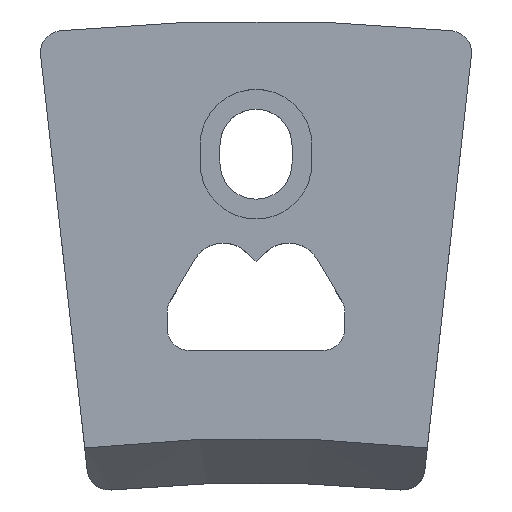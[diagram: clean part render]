
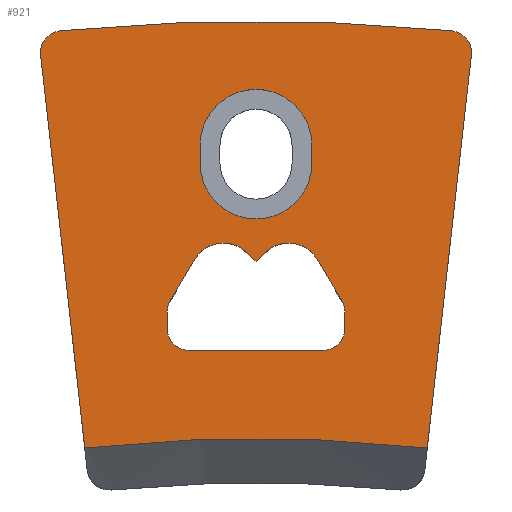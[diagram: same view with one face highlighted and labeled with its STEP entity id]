
A CAD part, top view. The second image highlights one B-rep face of the part: STEP entity #921.
In plain terms, the highlighted planar face has unit normal (0, 0, 1).
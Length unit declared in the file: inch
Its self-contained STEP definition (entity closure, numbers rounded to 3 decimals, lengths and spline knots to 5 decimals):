
#99=FACE_BOUND('',#180,.T.);
#100=FACE_BOUND('',#181,.T.);
#105=PLANE('',#1005);
#128=FACE_OUTER_BOUND('',#179,.T.);
#179=EDGE_LOOP('',(#697,#698,#699,#700,#701,#702));
#180=EDGE_LOOP('',(#703,#704,#705,#706,#707,#708,#709,#710,#711,#712,#713,
#714,#715));
#181=EDGE_LOOP('',(#716,#717,#718,#719));
#234=LINE('',#1393,#313);
#249=LINE('',#1452,#328);
#256=LINE('',#1469,#335);
#257=LINE('',#1473,#336);
#258=LINE('',#1477,#337);
#259=LINE('',#1481,#338);
#260=LINE('',#1485,#339);
#261=LINE('',#1489,#340);
#262=LINE('',#1492,#341);
#263=LINE('',#1495,#342);
#264=LINE('',#1499,#343);
#313=VECTOR('',#1104,0.3937);
#328=VECTOR('',#1153,0.3937);
#335=VECTOR('',#1166,0.3937);
#336=VECTOR('',#1169,0.3937);
#337=VECTOR('',#1172,0.3937);
#338=VECTOR('',#1175,0.3937);
#339=VECTOR('',#1178,0.3937);
#340=VECTOR('',#1181,0.3937);
#341=VECTOR('',#1184,0.3937);
#342=VECTOR('',#1185,0.3937);
#343=VECTOR('',#1188,0.3937);
#383=CIRCLE('',#985,0.125);
#398=CIRCLE('',#1003,0.125);
#399=CIRCLE('',#1006,8.65);
#400=CIRCLE('',#1007,11.);
#401=CIRCLE('',#1008,0.1875);
#402=CIRCLE('',#1009,0.125);
#403=CIRCLE('',#1010,0.125);
#404=CIRCLE('',#1011,0.125);
#405=CIRCLE('',#1012,0.125);
#406=CIRCLE('',#1013,0.1875);
#407=CIRCLE('',#1014,0.315);
#408=CIRCLE('',#1015,0.315);
#436=VERTEX_POINT('',#1370);
#437=VERTEX_POINT('',#1371);
#446=VERTEX_POINT('',#1391);
#471=VERTEX_POINT('',#1445);
#472=VERTEX_POINT('',#1446);
#473=VERTEX_POINT('',#1451);
#479=VERTEX_POINT('',#1467);
#480=VERTEX_POINT('',#1468);
#481=VERTEX_POINT('',#1470);
#482=VERTEX_POINT('',#1472);
#483=VERTEX_POINT('',#1474);
#484=VERTEX_POINT('',#1476);
#485=VERTEX_POINT('',#1478);
#486=VERTEX_POINT('',#1480);
#487=VERTEX_POINT('',#1482);
#488=VERTEX_POINT('',#1484);
#489=VERTEX_POINT('',#1486);
#490=VERTEX_POINT('',#1488);
#491=VERTEX_POINT('',#1490);
#492=VERTEX_POINT('',#1493);
#493=VERTEX_POINT('',#1494);
#494=VERTEX_POINT('',#1496);
#495=VERTEX_POINT('',#1498);
#518=EDGE_CURVE('',#436,#437,#383,.T.);
#529=EDGE_CURVE('',#436,#446,#234,.T.);
#555=EDGE_CURVE('',#471,#472,#398,.T.);
#558=EDGE_CURVE('',#473,#472,#249,.T.);
#565=EDGE_CURVE('',#473,#446,#399,.T.);
#566=EDGE_CURVE('',#471,#437,#400,.T.);
#567=EDGE_CURVE('',#479,#480,#256,.T.);
#568=EDGE_CURVE('',#481,#480,#401,.T.);
#569=EDGE_CURVE('',#481,#482,#257,.T.);
#570=EDGE_CURVE('',#483,#482,#402,.T.);
#571=EDGE_CURVE('',#483,#484,#258,.T.);
#572=EDGE_CURVE('',#485,#484,#403,.T.);
#573=EDGE_CURVE('',#485,#486,#259,.T.);
#574=EDGE_CURVE('',#487,#486,#404,.T.);
#575=EDGE_CURVE('',#487,#488,#260,.T.);
#576=EDGE_CURVE('',#489,#488,#405,.T.);
#577=EDGE_CURVE('',#489,#490,#261,.T.);
#578=EDGE_CURVE('',#491,#490,#406,.T.);
#579=EDGE_CURVE('',#491,#479,#262,.T.);
#580=EDGE_CURVE('',#492,#493,#263,.T.);
#581=EDGE_CURVE('',#493,#494,#407,.T.);
#582=EDGE_CURVE('',#494,#495,#264,.T.);
#583=EDGE_CURVE('',#495,#492,#408,.T.);
#697=ORIENTED_EDGE('',*,*,#518,.F.);
#698=ORIENTED_EDGE('',*,*,#529,.T.);
#699=ORIENTED_EDGE('',*,*,#565,.F.);
#700=ORIENTED_EDGE('',*,*,#558,.T.);
#701=ORIENTED_EDGE('',*,*,#555,.F.);
#702=ORIENTED_EDGE('',*,*,#566,.T.);
#703=ORIENTED_EDGE('',*,*,#567,.T.);
#704=ORIENTED_EDGE('',*,*,#568,.F.);
#705=ORIENTED_EDGE('',*,*,#569,.T.);
#706=ORIENTED_EDGE('',*,*,#570,.F.);
#707=ORIENTED_EDGE('',*,*,#571,.T.);
#708=ORIENTED_EDGE('',*,*,#572,.F.);
#709=ORIENTED_EDGE('',*,*,#573,.T.);
#710=ORIENTED_EDGE('',*,*,#574,.F.);
#711=ORIENTED_EDGE('',*,*,#575,.T.);
#712=ORIENTED_EDGE('',*,*,#576,.F.);
#713=ORIENTED_EDGE('',*,*,#577,.T.);
#714=ORIENTED_EDGE('',*,*,#578,.F.);
#715=ORIENTED_EDGE('',*,*,#579,.T.);
#716=ORIENTED_EDGE('',*,*,#580,.T.);
#717=ORIENTED_EDGE('',*,*,#581,.T.);
#718=ORIENTED_EDGE('',*,*,#582,.T.);
#719=ORIENTED_EDGE('',*,*,#583,.T.);
#921=ADVANCED_FACE('',(#128,#99,#100),#105,.T.);
#985=AXIS2_PLACEMENT_3D('',#1372,#1089,#1090);
#1003=AXIS2_PLACEMENT_3D('',#1447,#1147,#1148);
#1005=AXIS2_PLACEMENT_3D('',#1464,#1160,#1161);
#1006=AXIS2_PLACEMENT_3D('',#1465,#1162,#1163);
#1007=AXIS2_PLACEMENT_3D('',#1466,#1164,#1165);
#1008=AXIS2_PLACEMENT_3D('',#1471,#1167,#1168);
#1009=AXIS2_PLACEMENT_3D('',#1475,#1170,#1171);
#1010=AXIS2_PLACEMENT_3D('',#1479,#1173,#1174);
#1011=AXIS2_PLACEMENT_3D('',#1483,#1176,#1177);
#1012=AXIS2_PLACEMENT_3D('',#1487,#1179,#1180);
#1013=AXIS2_PLACEMENT_3D('',#1491,#1182,#1183);
#1014=AXIS2_PLACEMENT_3D('',#1497,#1186,#1187);
#1015=AXIS2_PLACEMENT_3D('',#1500,#1189,#1190);
#1089=DIRECTION('center_axis',(0.,0.,-1.));
#1090=DIRECTION('ref_axis',(-0.778,0.628,0.));
#1104=DIRECTION('',(0.111,-0.994,0.));
#1147=DIRECTION('center_axis',(0.,0.,-1.));
#1148=DIRECTION('ref_axis',(0.778,0.628,0.));
#1153=DIRECTION('',(0.111,0.994,0.));
#1160=DIRECTION('center_axis',(0.,0.,1.));
#1161=DIRECTION('ref_axis',(1.,0.,0.));
#1162=DIRECTION('center_axis',(0.,0.,1.));
#1163=DIRECTION('ref_axis',(0.111,0.994,0.));
#1164=DIRECTION('center_axis',(0.,0.,1.));
#1165=DIRECTION('ref_axis',(0.111,0.994,0.));
#1166=DIRECTION('',(0.707,0.707,0.));
#1167=DIRECTION('center_axis',(0.,0.,1.));
#1168=DIRECTION('ref_axis',(0.126,0.992,0.));
#1169=DIRECTION('',(0.507,-0.862,0.));
#1170=DIRECTION('center_axis',(0.,0.,1.));
#1171=DIRECTION('ref_axis',(0.965,0.263,0.));
#1172=DIRECTION('',(0.,-1.,0.));
#1173=DIRECTION('center_axis',(0.,0.,1.));
#1174=DIRECTION('ref_axis',(0.707,-0.707,0.));
#1175=DIRECTION('',(-1.,0.,0.));
#1176=DIRECTION('center_axis',(0.,0.,1.));
#1177=DIRECTION('ref_axis',(-0.707,-0.707,0.));
#1178=DIRECTION('',(0.,1.,0.));
#1179=DIRECTION('center_axis',(0.,0.,1.));
#1180=DIRECTION('ref_axis',(-0.965,0.263,0.));
#1181=DIRECTION('',(0.507,0.862,0.));
#1182=DIRECTION('center_axis',(0.,0.,1.));
#1183=DIRECTION('ref_axis',(-0.126,0.992,0.));
#1184=DIRECTION('',(0.707,-0.707,0.));
#1185=DIRECTION('',(0.,-1.,0.));
#1186=DIRECTION('center_axis',(0.,0.,-1.));
#1187=DIRECTION('ref_axis',(-1.,0.,0.));
#1188=DIRECTION('',(0.,1.,0.));
#1189=DIRECTION('center_axis',(0.,0.,-1.));
#1190=DIRECTION('ref_axis',(1.,0.,0.));
#1370=CARTESIAN_POINT('',(-1.21214,10.80651,0.425));
#1371=CARTESIAN_POINT('',(-1.10043,10.94482,0.425));
#1372=CARTESIAN_POINT('Origin',(-1.08792,10.82045,0.425));
#1391=CARTESIAN_POINT('',(-0.96421,8.59609,0.425));
#1393=CARTESIAN_POINT('',(-1.22616,10.93145,0.425));
#1445=CARTESIAN_POINT('',(1.10043,10.94482,0.425));
#1446=CARTESIAN_POINT('',(1.21214,10.80651,0.425));
#1447=CARTESIAN_POINT('Origin',(1.08792,10.82045,0.425));
#1451=CARTESIAN_POINT('',(0.96421,8.59609,0.425));
#1452=CARTESIAN_POINT('',(0.93634,8.34765,0.425));
#1464=CARTESIAN_POINT('Origin',(0.,9.67383,
0.425));
#1465=CARTESIAN_POINT('Origin',(0.,0.,
0.425));
#1466=CARTESIAN_POINT('Origin',(0.,0.,
0.425));
#1467=CARTESIAN_POINT('',(0.,9.64412,0.425));
#1468=CARTESIAN_POINT('',(0.05088,9.695,0.425));
#1469=CARTESIAN_POINT('',(0.11854,9.76266,0.425));
#1470=CARTESIAN_POINT('',(0.34508,9.65748,0.425));
#1471=CARTESIAN_POINT('Origin',(0.18347,9.56242,0.425));
#1472=CARTESIAN_POINT('',(0.48274,9.42346,0.425));
#1473=CARTESIAN_POINT('',(0.37461,9.60727,0.425));
#1474=CARTESIAN_POINT('',(0.5,9.36008,0.425));
#1475=CARTESIAN_POINT('Origin',(0.375,9.36008,0.425));
#1476=CARTESIAN_POINT('',(0.5,9.26912,0.425));
#1477=CARTESIAN_POINT('',(0.5,9.40897,0.425));
#1478=CARTESIAN_POINT('',(0.375,9.14412,0.425));
#1479=CARTESIAN_POINT('Origin',(0.375,9.26912,0.425));
#1480=CARTESIAN_POINT('',(-0.375,9.14412,0.425));
#1481=CARTESIAN_POINT('',(-0.25,9.14412,0.425));
#1482=CARTESIAN_POINT('',(-0.5,9.26912,0.425));
#1483=CARTESIAN_POINT('Origin',(-0.375,9.26912,0.425));
#1484=CARTESIAN_POINT('',(-0.5,9.36008,0.425));
#1485=CARTESIAN_POINT('',(-0.5,9.53397,0.425));
#1486=CARTESIAN_POINT('',(-0.48274,9.42346,0.425));
#1487=CARTESIAN_POINT('Origin',(-0.375,9.36008,0.425));
#1488=CARTESIAN_POINT('',(-0.34508,9.65748,0.425));
#1489=CARTESIAN_POINT('',(-0.23573,9.84339,0.425));
#1490=CARTESIAN_POINT('',(-0.05088,9.695,0.425));
#1491=CARTESIAN_POINT('Origin',(-0.18347,9.56242,0.425));
#1492=CARTESIAN_POINT('',(-0.00743,9.65154,0.425));
#1493=CARTESIAN_POINT('',(0.315,10.3,0.425));
#1494=CARTESIAN_POINT('',(0.315,10.2,0.425));
#1495=CARTESIAN_POINT('',(0.315,9.98691,0.425));
#1496=CARTESIAN_POINT('',(-0.315,10.2,0.425));
#1497=CARTESIAN_POINT('Origin',(0.,10.2,0.425));
#1498=CARTESIAN_POINT('',(-0.315,10.3,0.425));
#1499=CARTESIAN_POINT('',(-0.315,9.93691,0.425));
#1500=CARTESIAN_POINT('Origin',(0.,10.3,0.425));
